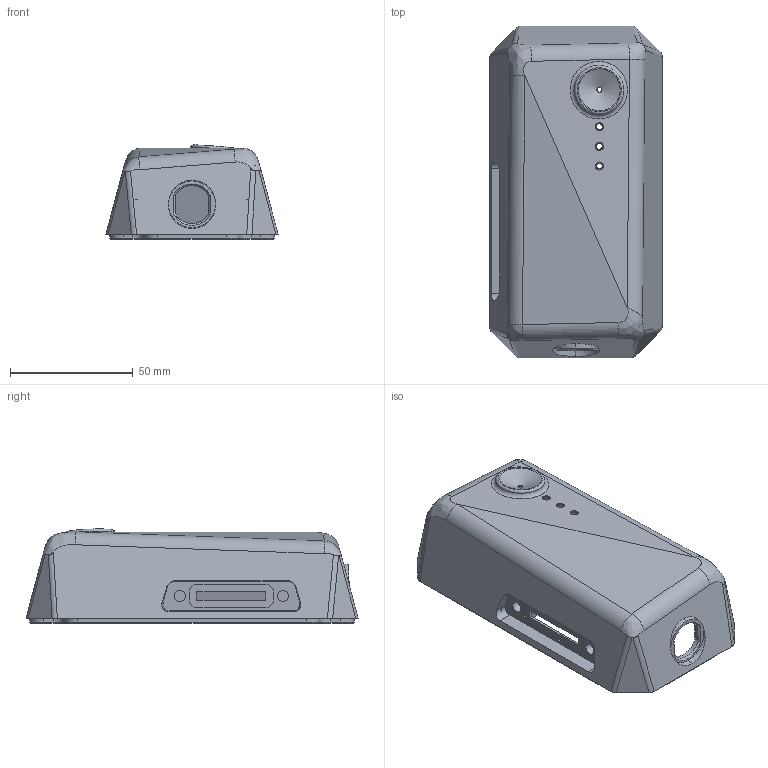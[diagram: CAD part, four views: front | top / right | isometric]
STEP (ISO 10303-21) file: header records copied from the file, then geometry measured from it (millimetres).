
FILE_DESCRIPTION(('FreeCAD Model'),'2;1');
FILE_NAME('Open CASCADE Shape Model','2021-02-28T22:56:34',(''),(''), 'Open CASCADE STEP processor 7.4','FreeCAD','Unknown');
FILE_SCHEMA(('AUTOMOTIVE_DESIGN { 1 0 10303 214 1 1 1 1 }'));
Length unit declared in the file: millimetre
Products named in the file (1): enclosure-lid
Bounding box: 70 x 135 x 38.27 mm (x, y, z)
Volume: 61629.7 mm3; surface area: 42328.1 mm2
Topology: 1 solids, 1 shells, 502 faces, 1249 edges, 799 vertices
Faces by surface type: plane 131, extrusion 122, bspline 91, cylinder 80, cone 51, torus 27
Full cylindrical faces by diameter (mm): 1.9 x2, 2 x1, 2.4 x3, 3.2 x2, 3.3 x3, 3.5 x8, 4.6 x6, 4.8 x3, 6.5 x1
Entity records: 23542 total; most frequent: CARTESIAN_POINT 12581, ORIENTED_EDGE 2498, DIRECTION 1732, EDGE_CURVE 1249, VERTEX_POINT 799, B_SPLINE_CURVE_WITH_KNOTS 629, AXIS2_PLACEMENT_3D 578, VECTOR 576
